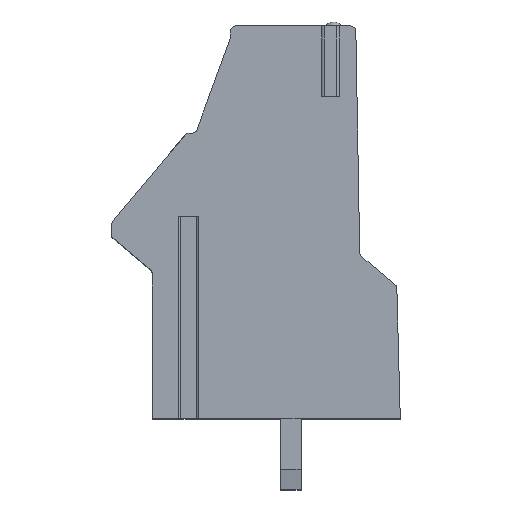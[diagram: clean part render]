
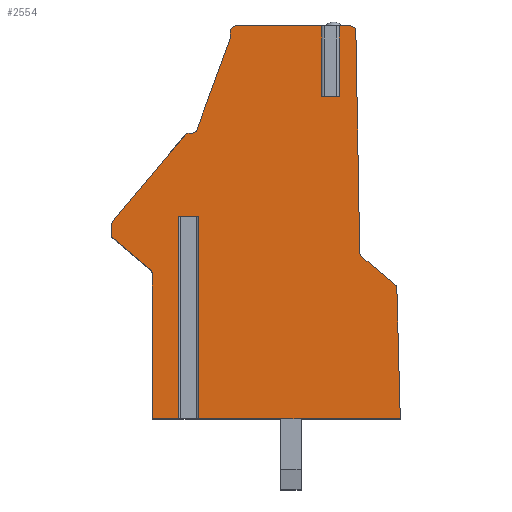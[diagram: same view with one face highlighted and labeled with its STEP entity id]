
A CAD part, top view. The second image highlights one B-rep face of the part: STEP entity #2554.
In plain terms, the highlighted planar face has unit normal (0, 0, 1).
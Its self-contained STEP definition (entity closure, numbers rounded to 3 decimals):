
#13=DIRECTION('',(-1.,0.,0.));
#14=VECTOR('',#13,0.55);
#15=CARTESIAN_POINT('',(3.708,6.127,12.7));
#16=LINE('',#15,#14);
#17=DIRECTION('',(0.,-1.,0.));
#18=VECTOR('',#17,3.5);
#19=CARTESIAN_POINT('',(3.708,9.627,12.7));
#20=LINE('',#19,#18);
#21=DIRECTION('',(-1.,0.,0.));
#22=VECTOR('',#21,0.682);
#23=CARTESIAN_POINT('',(4.39,9.627,12.7));
#24=LINE('',#23,#22);
#25=CARTESIAN_POINT('',(4.39,9.327,12.7));
#26=DIRECTION('',(0.,0.,1.));
#27=DIRECTION('',(1.,0.017,0.));
#28=AXIS2_PLACEMENT_3D('',#25,#26,#27);
#30=DIRECTION('',(-0.017,1.,0.));
#31=VECTOR('',#30,10.885);
#32=CARTESIAN_POINT('',(4.88,-1.552,12.7));
#33=LINE('',#32,#31);
#34=CARTESIAN_POINT('',(5.18,-1.546,12.7));
#35=DIRECTION('',(0.,0.,-1.));
#36=DIRECTION('',(-0.643,-0.766,0.));
#37=AXIS2_PLACEMENT_3D('',#34,#35,#36);
#39=DIRECTION('',(-0.766,0.643,0.));
#40=VECTOR('',#39,2.116);
#41=CARTESIAN_POINT('',(6.608,-3.137,12.7));
#42=LINE('',#41,#40);
#43=CARTESIAN_POINT('',(6.415,-3.366,12.7));
#44=DIRECTION('',(0.,0.,1.));
#45=DIRECTION('',(1.,0.029,0.));
#46=AXIS2_PLACEMENT_3D('',#43,#44,#45);
#48=DIRECTION('',(-0.026,1.,0.));
#49=VECTOR('',#48,6.418);
#50=CARTESIAN_POINT('',(6.883,-9.773,12.7));
#51=LINE('',#50,#49);
#52=DIRECTION('',(1.,0.,0.));
#53=VECTOR('',#52,9.952);
#54=CARTESIAN_POINT('',(-3.069,-9.773,12.7));
#55=LINE('',#54,#53);
#56=DIRECTION('',(0.,-1.,0.));
#57=VECTOR('',#56,10.);
#58=CARTESIAN_POINT('',(-3.069,0.227,12.7));
#59=LINE('',#58,#57);
#60=DIRECTION('',(-1.,0.,0.));
#61=VECTOR('',#60,0.996);
#62=CARTESIAN_POINT('',(-3.069,0.227,12.7));
#63=LINE('',#62,#61);
#64=DIRECTION('',(0.,-1.,0.));
#65=VECTOR('',#64,10.);
#66=CARTESIAN_POINT('',(-4.065,0.227,12.7));
#67=LINE('',#66,#65);
#68=DIRECTION('',(1.,0.,0.));
#69=VECTOR('',#68,1.302);
#70=CARTESIAN_POINT('',(-5.367,-9.773,12.7));
#71=LINE('',#70,#69);
#72=DIRECTION('',(0.,-1.,0.));
#73=VECTOR('',#72,7.198);
#74=CARTESIAN_POINT('',(-5.367,-2.576,12.7));
#75=LINE('',#74,#73);
#76=CARTESIAN_POINT('',(-5.567,-2.576,12.7));
#77=DIRECTION('',(0.,0.,-1.));
#78=DIRECTION('',(0.643,0.766,0.));
#79=AXIS2_PLACEMENT_3D('',#76,#77,#78);
#81=DIRECTION('',(0.766,-0.643,0.));
#82=VECTOR('',#81,2.424);
#83=CARTESIAN_POINT('',(-7.295,-0.864,12.7));
#84=LINE('',#83,#82);
#85=CARTESIAN_POINT('',(-7.167,-0.711,12.7));
#86=DIRECTION('',(0.,0.,1.));
#87=DIRECTION('',(-1.,0.,0.));
#88=AXIS2_PLACEMENT_3D('',#85,#86,#87);
#90=DIRECTION('',(0.,-1.,0.));
#91=VECTOR('',#90,0.52);
#92=CARTESIAN_POINT('',(-7.367,-0.191,12.7));
#93=LINE('',#92,#91);
#94=CARTESIAN_POINT('',(-7.067,-0.191,12.7));
#95=DIRECTION('',(0.,0.,1.));
#96=DIRECTION('',(-0.766,0.643,0.));
#97=AXIS2_PLACEMENT_3D('',#94,#95,#96);
#99=DIRECTION('',(-0.643,-0.766,0.));
#100=VECTOR('',#99,5.645);
#101=CARTESIAN_POINT('',(-3.668,4.327,12.7));
#102=LINE('',#101,#100);
#103=DIRECTION('',(-1.,0.,0.));
#104=VECTOR('',#103,0.236);
#105=CARTESIAN_POINT('',(-3.432,4.327,12.7));
#106=LINE('',#105,#104);
#107=CARTESIAN_POINT('',(-3.432,4.627,12.7));
#108=DIRECTION('',(0.,0.,-1.));
#109=DIRECTION('',(0.94,-0.342,0.));
#110=AXIS2_PLACEMENT_3D('',#107,#108,#109);
#112=DIRECTION('',(-0.342,-0.94,0.));
#113=VECTOR('',#112,4.782);
#114=CARTESIAN_POINT('',(-1.515,9.018,12.7));
#115=LINE('',#114,#113);
#116=DIRECTION('',(0.,-1.,0.));
#117=VECTOR('',#116,0.309);
#118=CARTESIAN_POINT('',(-1.515,9.327,12.7));
#119=LINE('',#118,#117);
#120=CARTESIAN_POINT('',(-1.215,9.327,12.7));
#121=DIRECTION('',(0.,0.,1.));
#122=DIRECTION('',(0.,1.,0.));
#123=AXIS2_PLACEMENT_3D('',#120,#121,#122);
#125=DIRECTION('',(-1.,0.,0.));
#126=VECTOR('',#125,4.373);
#127=CARTESIAN_POINT('',(3.158,9.627,12.7));
#128=LINE('',#127,#126);
#129=DIRECTION('',(0.,-1.,0.));
#130=VECTOR('',#129,3.5);
#131=CARTESIAN_POINT('',(3.158,9.627,12.7));
#132=LINE('',#131,#130);
#1945=CARTESIAN_POINT('',(6.883,-9.773,12.7));
#1946=CARTESIAN_POINT('',(6.715,-3.358,12.7));
#1947=VERTEX_POINT('',#1945);
#1948=VERTEX_POINT('',#1946);
#1949=CARTESIAN_POINT('',(6.608,-3.137,12.7));
#1950=VERTEX_POINT('',#1949);
#1951=CARTESIAN_POINT('',(4.987,-1.776,12.7));
#1952=VERTEX_POINT('',#1951);
#1953=CARTESIAN_POINT('',(4.88,-1.552,12.7));
#1954=VERTEX_POINT('',#1953);
#1955=CARTESIAN_POINT('',(4.69,9.332,12.7));
#1956=VERTEX_POINT('',#1955);
#1957=CARTESIAN_POINT('',(4.39,9.627,12.7));
#1958=VERTEX_POINT('',#1957);
#1959=CARTESIAN_POINT('',(-1.215,9.627,12.7));
#1960=CARTESIAN_POINT('',(-1.515,9.327,12.7));
#1961=VERTEX_POINT('',#1959);
#1962=VERTEX_POINT('',#1960);
#1963=CARTESIAN_POINT('',(-1.515,9.018,12.7));
#1964=VERTEX_POINT('',#1963);
#1965=CARTESIAN_POINT('',(-3.15,4.524,12.7));
#1966=VERTEX_POINT('',#1965);
#1967=CARTESIAN_POINT('',(-3.432,4.327,12.7));
#1968=VERTEX_POINT('',#1967);
#1969=CARTESIAN_POINT('',(-3.668,4.327,12.7));
#1970=VERTEX_POINT('',#1969);
#1971=CARTESIAN_POINT('',(-7.297,0.002,12.7));
#1972=VERTEX_POINT('',#1971);
#1973=CARTESIAN_POINT('',(-7.367,-0.191,12.7));
#1974=VERTEX_POINT('',#1973);
#1975=CARTESIAN_POINT('',(-7.367,-0.711,12.7));
#1976=VERTEX_POINT('',#1975);
#1977=CARTESIAN_POINT('',(-7.295,-0.864,12.7));
#1978=VERTEX_POINT('',#1977);
#1979=CARTESIAN_POINT('',(-5.438,-2.422,12.7));
#1980=VERTEX_POINT('',#1979);
#1981=CARTESIAN_POINT('',(-5.367,-2.576,12.7));
#1982=VERTEX_POINT('',#1981);
#1983=CARTESIAN_POINT('',(-5.367,-9.773,12.7));
#1984=VERTEX_POINT('',#1983);
#2085=CARTESIAN_POINT('',(-3.069,0.227,12.7));
#2086=CARTESIAN_POINT('',(-4.065,0.227,12.7));
#2087=VERTEX_POINT('',#2085);
#2088=VERTEX_POINT('',#2086);
#2089=CARTESIAN_POINT('',(-3.069,-9.773,12.7));
#2090=VERTEX_POINT('',#2089);
#2091=CARTESIAN_POINT('',(-4.065,-9.773,12.7));
#2092=VERTEX_POINT('',#2091);
#2129=CARTESIAN_POINT('',(3.708,6.127,12.7));
#2130=CARTESIAN_POINT('',(3.158,6.127,12.7));
#2131=VERTEX_POINT('',#2129);
#2132=VERTEX_POINT('',#2130);
#2133=CARTESIAN_POINT('',(3.158,9.627,12.7));
#2134=VERTEX_POINT('',#2133);
#2135=CARTESIAN_POINT('',(3.708,9.627,12.7));
#2136=VERTEX_POINT('',#2135);
#2491=CARTESIAN_POINT('',(0.,0.,12.7));
#2492=DIRECTION('',(0.,0.,1.));
#2493=DIRECTION('',(1.,0.,0.));
#2494=AXIS2_PLACEMENT_3D('',#2491,#2492,#2493);
#2495=PLANE('',#2494);
#2497=ORIENTED_EDGE('',*,*,#2496,.F.);
#2499=ORIENTED_EDGE('',*,*,#2498,.F.);
#2501=ORIENTED_EDGE('',*,*,#2500,.F.);
#2503=ORIENTED_EDGE('',*,*,#2502,.F.);
#2505=ORIENTED_EDGE('',*,*,#2504,.F.);
#2507=ORIENTED_EDGE('',*,*,#2506,.F.);
#2509=ORIENTED_EDGE('',*,*,#2508,.F.);
#2511=ORIENTED_EDGE('',*,*,#2510,.F.);
#2513=ORIENTED_EDGE('',*,*,#2512,.F.);
#2515=ORIENTED_EDGE('',*,*,#2514,.F.);
#2517=ORIENTED_EDGE('',*,*,#2516,.F.);
#2519=ORIENTED_EDGE('',*,*,#2518,.T.);
#2521=ORIENTED_EDGE('',*,*,#2520,.T.);
#2523=ORIENTED_EDGE('',*,*,#2522,.F.);
#2525=ORIENTED_EDGE('',*,*,#2524,.F.);
#2527=ORIENTED_EDGE('',*,*,#2526,.F.);
#2529=ORIENTED_EDGE('',*,*,#2528,.F.);
#2531=ORIENTED_EDGE('',*,*,#2530,.F.);
#2533=ORIENTED_EDGE('',*,*,#2532,.F.);
#2535=ORIENTED_EDGE('',*,*,#2534,.F.);
#2537=ORIENTED_EDGE('',*,*,#2536,.F.);
#2539=ORIENTED_EDGE('',*,*,#2538,.F.);
#2541=ORIENTED_EDGE('',*,*,#2540,.F.);
#2543=ORIENTED_EDGE('',*,*,#2542,.F.);
#2545=ORIENTED_EDGE('',*,*,#2544,.F.);
#2547=ORIENTED_EDGE('',*,*,#2546,.F.);
#2549=ORIENTED_EDGE('',*,*,#2548,.F.);
#2551=ORIENTED_EDGE('',*,*,#2550,.T.);
#2552=EDGE_LOOP('',(#2497,#2499,#2501,#2503,#2505,#2507,#2509,#2511,#2513,#2515,
#2517,#2519,#2521,#2523,#2525,#2527,#2529,#2531,#2533,#2535,#2537,#2539,#2541,
#2543,#2545,#2547,#2549,#2551));
#2553=FACE_OUTER_BOUND('',#2552,.F.);
#29=CIRCLE('',#28,0.3);
#38=CIRCLE('',#37,0.3);
#47=CIRCLE('',#46,0.3);
#80=CIRCLE('',#79,0.2);
#89=CIRCLE('',#88,0.2);
#98=CIRCLE('',#97,0.3);
#111=CIRCLE('',#110,0.3);
#124=CIRCLE('',#123,0.3);
#2496=EDGE_CURVE('',#2131,#2132,#16,.T.);
#2498=EDGE_CURVE('',#2136,#2131,#20,.T.);
#2500=EDGE_CURVE('',#1958,#2136,#24,.T.);
#2502=EDGE_CURVE('',#1956,#1958,#29,.T.);
#2504=EDGE_CURVE('',#1954,#1956,#33,.T.);
#2506=EDGE_CURVE('',#1952,#1954,#38,.T.);
#2508=EDGE_CURVE('',#1950,#1952,#42,.T.);
#2510=EDGE_CURVE('',#1948,#1950,#47,.T.);
#2512=EDGE_CURVE('',#1947,#1948,#51,.T.);
#2514=EDGE_CURVE('',#2090,#1947,#55,.T.);
#2516=EDGE_CURVE('',#2087,#2090,#59,.T.);
#2518=EDGE_CURVE('',#2087,#2088,#63,.T.);
#2520=EDGE_CURVE('',#2088,#2092,#67,.T.);
#2522=EDGE_CURVE('',#1984,#2092,#71,.T.);
#2524=EDGE_CURVE('',#1982,#1984,#75,.T.);
#2526=EDGE_CURVE('',#1980,#1982,#80,.T.);
#2528=EDGE_CURVE('',#1978,#1980,#84,.T.);
#2530=EDGE_CURVE('',#1976,#1978,#89,.T.);
#2532=EDGE_CURVE('',#1974,#1976,#93,.T.);
#2534=EDGE_CURVE('',#1972,#1974,#98,.T.);
#2536=EDGE_CURVE('',#1970,#1972,#102,.T.);
#2538=EDGE_CURVE('',#1968,#1970,#106,.T.);
#2540=EDGE_CURVE('',#1966,#1968,#111,.T.);
#2542=EDGE_CURVE('',#1964,#1966,#115,.T.);
#2544=EDGE_CURVE('',#1962,#1964,#119,.T.);
#2546=EDGE_CURVE('',#1961,#1962,#124,.T.);
#2548=EDGE_CURVE('',#2134,#1961,#128,.T.);
#2550=EDGE_CURVE('',#2134,#2132,#132,.T.);
#2554=ADVANCED_FACE('',(#2553),#2495,.T.);
